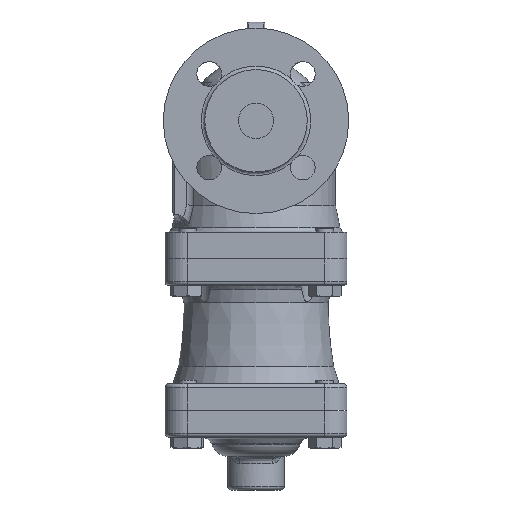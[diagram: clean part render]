
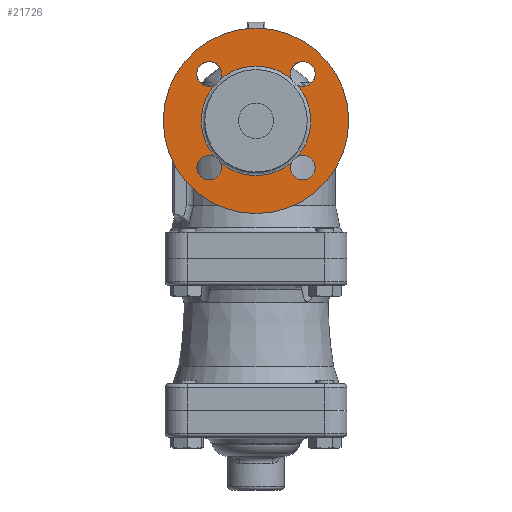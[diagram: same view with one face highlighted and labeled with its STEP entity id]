
A CAD part, left-side view. The second image highlights one B-rep face of the part: STEP entity #21726.
In plain terms, the highlighted free-form (B-spline) face has degree [1, 1] with [2, 2] control points.
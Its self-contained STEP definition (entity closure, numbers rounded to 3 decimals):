
#21409=CARTESIAN_POINT('',(-95.,0.0,130.5));
#21410=VERTEX_POINT('',#21409);
#21411=CARTESIAN_POINT('',(-95.0,0.0,78.0));
#21412=DIRECTION('',(-1.0,0.0,0.0));
#21413=DIRECTION('',(0.0,0.0,1.0));
#21414=AXIS2_PLACEMENT_3D('',#21411,#21412,#21413);
#21415=CIRCLE('',#21414,52.5);
#21416=EDGE_CURVE('',#21410,#21410,#21415,.T.);
#21514=CARTESIAN_POINT('',(-95.0,-20.188,101.526));
#21515=VERTEX_POINT('',#21514);
#21516=CARTESIAN_POINT('',(-95.0,-23.526,98.188));
#21517=VERTEX_POINT('',#21516);
#21533=CARTESIAN_POINT('',(-95.0,20.188,101.526));
#21534=VERTEX_POINT('',#21533);
#21535=CARTESIAN_POINT('',(-95.0,0.0,78.0));
#21536=DIRECTION('',(-1.0,0.0,0.0));
#21537=DIRECTION('',(0.0,0.0,-1.0));
#21538=AXIS2_PLACEMENT_3D('',#21535,#21536,#21537);
#21539=CIRCLE('',#21538,31.);
#21540=EDGE_CURVE('',#21515,#21534,#21539,.T.);
#21542=CARTESIAN_POINT('',(-95.0,23.526,98.188));
#21543=VERTEX_POINT('',#21542);
#21559=CARTESIAN_POINT('',(-95.0,23.526,57.812));
#21560=VERTEX_POINT('',#21559);
#21561=CARTESIAN_POINT('',(-95.0,0.0,78.0));
#21562=DIRECTION('',(-1.0,0.0,0.0));
#21563=DIRECTION('',(0.0,0.0,-1.0));
#21564=AXIS2_PLACEMENT_3D('',#21561,#21562,#21563);
#21565=CIRCLE('',#21564,31.);
#21566=EDGE_CURVE('',#21543,#21560,#21565,.T.);
#21568=CARTESIAN_POINT('',(-95.0,20.188,54.474));
#21569=VERTEX_POINT('',#21568);
#21585=CARTESIAN_POINT('',(-95.,-20.188,54.474));
#21586=VERTEX_POINT('',#21585);
#21587=CARTESIAN_POINT('',(-95.0,0.0,78.0));
#21588=DIRECTION('',(-1.0,0.0,0.0));
#21589=DIRECTION('',(0.0,0.0,-1.0));
#21590=AXIS2_PLACEMENT_3D('',#21587,#21588,#21589);
#21591=CIRCLE('',#21590,31.);
#21592=EDGE_CURVE('',#21569,#21586,#21591,.T.);
#21594=CARTESIAN_POINT('',(-95.,-23.526,57.812));
#21595=VERTEX_POINT('',#21594);
#21611=CARTESIAN_POINT('',(-95.0,0.0,78.0));
#21612=DIRECTION('',(-1.0,0.0,0.0));
#21613=DIRECTION('',(0.0,0.0,-1.0));
#21614=AXIS2_PLACEMENT_3D('',#21611,#21612,#21613);
#21615=CIRCLE('',#21614,31.);
#21616=EDGE_CURVE('',#21595,#21517,#21615,.T.);
#21640=CARTESIAN_POINT('',(-95.0,-26.517,104.517));
#21641=DIRECTION('',(1.0,0.0,0.0));
#21642=DIRECTION('',(0.0,1.0,0.0));
#21643=AXIS2_PLACEMENT_3D('',#21640,#21641,#21642);
#21644=CIRCLE('',#21643,7.);
#21645=EDGE_CURVE('',#21515,#21517,#21644,.T.);
#21659=CARTESIAN_POINT('',(-95.,-26.517,51.483));
#21660=DIRECTION('',(1.0,0.0,0.0));
#21661=DIRECTION('',(0.0,0.0,1.0));
#21662=AXIS2_PLACEMENT_3D('',#21659,#21660,#21661);
#21663=CIRCLE('',#21662,7.);
#21664=EDGE_CURVE('',#21595,#21586,#21663,.T.);
#21678=CARTESIAN_POINT('',(-95.0,26.517,51.483));
#21679=DIRECTION('',(1.0,0.0,0.0));
#21680=DIRECTION('',(0.0,-1.0,0.0));
#21681=AXIS2_PLACEMENT_3D('',#21678,#21679,#21680);
#21682=CIRCLE('',#21681,7.);
#21683=EDGE_CURVE('',#21569,#21560,#21682,.T.);
#21697=CARTESIAN_POINT('',(-95.0,26.517,104.517));
#21698=DIRECTION('',(1.0,0.0,0.0));
#21699=DIRECTION('',(0.0,0.0,-1.0));
#21700=AXIS2_PLACEMENT_3D('',#21697,#21698,#21699);
#21701=CIRCLE('',#21700,7.);
#21702=EDGE_CURVE('',#21543,#21534,#21701,.T.);
#21708=CARTESIAN_POINT('',(-95.,52.5,130.5));
#21709=CARTESIAN_POINT('',(-95.,52.5,25.5));
#21710=CARTESIAN_POINT('',(-95.,-52.5,130.5));
#21711=CARTESIAN_POINT('',(-95.,-52.5,25.5));
#21712=B_SPLINE_SURFACE_WITH_KNOTS('',1,1,((#21708,#21710),(#21709,#21711)),.UNSPECIFIED.,.F.,.F.,.U.,(2,2),(2,2),(0.0,105.),(0.0,105.0),.UNSPECIFIED.);
#21713=ORIENTED_EDGE('',*,*,#21416,.T.);
#21714=EDGE_LOOP('',(#21713));
#21715=FACE_OUTER_BOUND('',#21714,.T.);
#21716=ORIENTED_EDGE('',*,*,#21616,.F.);
#21717=ORIENTED_EDGE('',*,*,#21664,.T.);
#21718=ORIENTED_EDGE('',*,*,#21592,.F.);
#21719=ORIENTED_EDGE('',*,*,#21683,.T.);
#21720=ORIENTED_EDGE('',*,*,#21566,.F.);
#21721=ORIENTED_EDGE('',*,*,#21702,.T.);
#21722=ORIENTED_EDGE('',*,*,#21540,.F.);
#21723=ORIENTED_EDGE('',*,*,#21645,.T.);
#21724=EDGE_LOOP('',(#21716,#21717,#21718,#21719,#21720,#21721,#21722,#21723));
#21725=FACE_BOUND('',#21724,.T.);
#21726=ADVANCED_FACE('',(#21715,#21725),#21712,.T.);
